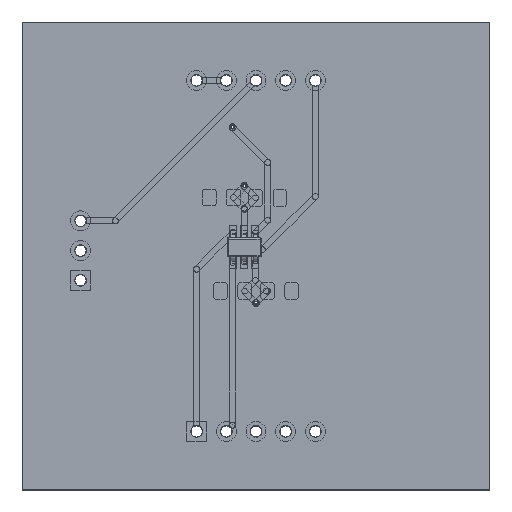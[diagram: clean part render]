
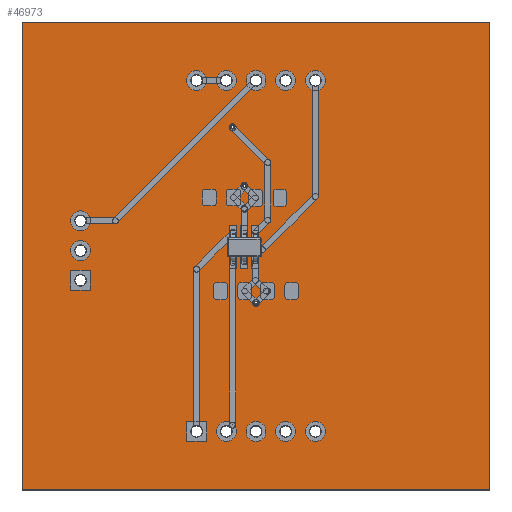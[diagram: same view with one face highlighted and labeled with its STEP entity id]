
A CAD part, top view. The second image highlights one B-rep face of the part: STEP entity #46973.
In plain terms, the highlighted planar face has unit normal (0, 0, 1).
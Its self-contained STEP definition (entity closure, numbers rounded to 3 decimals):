
#46674 = VERTEX_POINT('',#46675);
#46675 = CARTESIAN_POINT('',(186.,-147.,1.6));
#46681 = EDGE_CURVE('',#46674,#46682,#46684,.T.);
#46682 = VERTEX_POINT('',#46683);
#46683 = CARTESIAN_POINT('',(146.,-147.,1.6));
#46684 = LINE('',#46685,#46686);
#46685 = CARTESIAN_POINT('',(186.,-147.,1.6));
#46686 = VECTOR('',#46687,1.);
#46687 = DIRECTION('',(-1.,0.,0.));
#46714 = VERTEX_POINT('',#46715);
#46715 = CARTESIAN_POINT('',(186.,-107.,1.6));
#46721 = EDGE_CURVE('',#46714,#46674,#46722,.T.);
#46722 = LINE('',#46723,#46724);
#46723 = CARTESIAN_POINT('',(186.,-107.,1.6));
#46724 = VECTOR('',#46725,1.);
#46725 = DIRECTION('',(0.,-1.,0.));
#46743 = EDGE_CURVE('',#46682,#46744,#46746,.T.);
#46744 = VERTEX_POINT('',#46745);
#46745 = CARTESIAN_POINT('',(146.,-107.,1.6));
#46746 = LINE('',#46747,#46748);
#46747 = CARTESIAN_POINT('',(146.,-147.,1.6));
#46748 = VECTOR('',#46749,1.);
#46749 = DIRECTION('',(0.,1.,0.));
#46973 = ADVANCED_FACE('',(#46974,#46985,#46996,#47007,#47018,#47029,
    #47040,#47051,#47062,#47073,#47084,#47095,#47106,#47117,#47128,
    #47139,#47150,#47161),#47172,.T.);
#46974 = FACE_BOUND('',#46975,.T.);
#46975 = EDGE_LOOP('',(#46976,#46977,#46978,#46984));
#46976 = ORIENTED_EDGE('',*,*,#46681,.F.);
#46977 = ORIENTED_EDGE('',*,*,#46721,.F.);
#46978 = ORIENTED_EDGE('',*,*,#46979,.F.);
#46979 = EDGE_CURVE('',#46744,#46714,#46980,.T.);
#46980 = LINE('',#46981,#46982);
#46981 = CARTESIAN_POINT('',(146.,-107.,1.6));
#46982 = VECTOR('',#46983,1.);
#46983 = DIRECTION('',(1.,0.,0.));
#46984 = ORIENTED_EDGE('',*,*,#46743,.F.);
#46985 = FACE_BOUND('',#46986,.T.);
#46986 = EDGE_LOOP('',(#46987));
#46987 = ORIENTED_EDGE('',*,*,#46988,.T.);
#46988 = EDGE_CURVE('',#46989,#46989,#46991,.T.);
#46989 = VERTEX_POINT('',#46990);
#46990 = CARTESIAN_POINT('',(160.92,-142.5,1.6));
#46991 = CIRCLE('',#46992,0.5);
#46992 = AXIS2_PLACEMENT_3D('',#46993,#46994,#46995);
#46993 = CARTESIAN_POINT('',(160.92,-142.,1.6));
#46994 = DIRECTION('',(-0.,0.,-1.));
#46995 = DIRECTION('',(-0.,-1.,0.));
#46996 = FACE_BOUND('',#46997,.T.);
#46997 = EDGE_LOOP('',(#46998));
#46998 = ORIENTED_EDGE('',*,*,#46999,.T.);
#46999 = EDGE_CURVE('',#47000,#47000,#47002,.T.);
#47000 = VERTEX_POINT('',#47001);
#47001 = CARTESIAN_POINT('',(151.,-129.58,1.6));
#47002 = CIRCLE('',#47003,0.5);
#47003 = AXIS2_PLACEMENT_3D('',#47004,#47005,#47006);
#47004 = CARTESIAN_POINT('',(151.,-129.08,1.6));
#47005 = DIRECTION('',(-0.,0.,-1.));
#47006 = DIRECTION('',(-0.,-1.,0.));
#47007 = FACE_BOUND('',#47008,.T.);
#47008 = EDGE_LOOP('',(#47009));
#47009 = ORIENTED_EDGE('',*,*,#47010,.T.);
#47010 = EDGE_CURVE('',#47011,#47011,#47013,.T.);
#47011 = VERTEX_POINT('',#47012);
#47012 = CARTESIAN_POINT('',(163.46,-142.5,1.6));
#47013 = CIRCLE('',#47014,0.5);
#47014 = AXIS2_PLACEMENT_3D('',#47015,#47016,#47017);
#47015 = CARTESIAN_POINT('',(163.46,-142.,1.6));
#47016 = DIRECTION('',(-0.,0.,-1.));
#47017 = DIRECTION('',(-0.,-1.,0.));
#47018 = FACE_BOUND('',#47019,.T.);
#47019 = EDGE_LOOP('',(#47020));
#47020 = ORIENTED_EDGE('',*,*,#47021,.T.);
#47021 = EDGE_CURVE('',#47022,#47022,#47024,.T.);
#47022 = VERTEX_POINT('',#47023);
#47023 = CARTESIAN_POINT('',(166.,-142.5,1.6));
#47024 = CIRCLE('',#47025,0.5);
#47025 = AXIS2_PLACEMENT_3D('',#47026,#47027,#47028);
#47026 = CARTESIAN_POINT('',(166.,-142.,1.6));
#47027 = DIRECTION('',(-0.,0.,-1.));
#47028 = DIRECTION('',(-0.,-1.,0.));
#47029 = FACE_BOUND('',#47030,.T.);
#47030 = EDGE_LOOP('',(#47031));
#47031 = ORIENTED_EDGE('',*,*,#47032,.T.);
#47032 = EDGE_CURVE('',#47033,#47033,#47035,.T.);
#47033 = VERTEX_POINT('',#47034);
#47034 = CARTESIAN_POINT('',(168.54,-142.5,1.6));
#47035 = CIRCLE('',#47036,0.5);
#47036 = AXIS2_PLACEMENT_3D('',#47037,#47038,#47039);
#47037 = CARTESIAN_POINT('',(168.54,-142.,1.6));
#47038 = DIRECTION('',(-0.,0.,-1.));
#47039 = DIRECTION('',(-0.,-1.,0.));
#47040 = FACE_BOUND('',#47041,.T.);
#47041 = EDGE_LOOP('',(#47042));
#47042 = ORIENTED_EDGE('',*,*,#47043,.T.);
#47043 = EDGE_CURVE('',#47044,#47044,#47046,.T.);
#47044 = VERTEX_POINT('',#47045);
#47045 = CARTESIAN_POINT('',(171.08,-142.5,1.6));
#47046 = CIRCLE('',#47047,0.5);
#47047 = AXIS2_PLACEMENT_3D('',#47048,#47049,#47050);
#47048 = CARTESIAN_POINT('',(171.08,-142.,1.6));
#47049 = DIRECTION('',(-0.,0.,-1.));
#47050 = DIRECTION('',(-0.,-1.,0.));
#47051 = FACE_BOUND('',#47052,.T.);
#47052 = EDGE_LOOP('',(#47053));
#47053 = ORIENTED_EDGE('',*,*,#47054,.T.);
#47054 = EDGE_CURVE('',#47055,#47055,#47057,.T.);
#47055 = VERTEX_POINT('',#47056);
#47056 = CARTESIAN_POINT('',(166.,-131.15,1.6));
#47057 = CIRCLE('',#47058,0.15);
#47058 = AXIS2_PLACEMENT_3D('',#47059,#47060,#47061);
#47059 = CARTESIAN_POINT('',(166.,-131.,1.6));
#47060 = DIRECTION('',(-0.,0.,-1.));
#47061 = DIRECTION('',(-0.,-1.,0.));
#47062 = FACE_BOUND('',#47063,.T.);
#47063 = EDGE_LOOP('',(#47064));
#47064 = ORIENTED_EDGE('',*,*,#47065,.T.);
#47065 = EDGE_CURVE('',#47066,#47066,#47068,.T.);
#47066 = VERTEX_POINT('',#47067);
#47067 = CARTESIAN_POINT('',(151.,-127.04,1.6));
#47068 = CIRCLE('',#47069,0.5);
#47069 = AXIS2_PLACEMENT_3D('',#47070,#47071,#47072);
#47070 = CARTESIAN_POINT('',(151.,-126.54,1.6));
#47071 = DIRECTION('',(-0.,0.,-1.));
#47072 = DIRECTION('',(-0.,-1.,0.));
#47073 = FACE_BOUND('',#47074,.T.);
#47074 = EDGE_LOOP('',(#47075));
#47075 = ORIENTED_EDGE('',*,*,#47076,.T.);
#47076 = EDGE_CURVE('',#47077,#47077,#47079,.T.);
#47077 = VERTEX_POINT('',#47078);
#47078 = CARTESIAN_POINT('',(151.,-124.5,1.6));
#47079 = CIRCLE('',#47080,0.5);
#47080 = AXIS2_PLACEMENT_3D('',#47081,#47082,#47083);
#47081 = CARTESIAN_POINT('',(151.,-124.,1.6));
#47082 = DIRECTION('',(-0.,0.,-1.));
#47083 = DIRECTION('',(-0.,-1.,0.));
#47084 = FACE_BOUND('',#47085,.T.);
#47085 = EDGE_LOOP('',(#47086));
#47086 = ORIENTED_EDGE('',*,*,#47087,.T.);
#47087 = EDGE_CURVE('',#47088,#47088,#47090,.T.);
#47088 = VERTEX_POINT('',#47089);
#47089 = CARTESIAN_POINT('',(160.92,-112.5,1.6));
#47090 = CIRCLE('',#47091,0.5);
#47091 = AXIS2_PLACEMENT_3D('',#47092,#47093,#47094);
#47092 = CARTESIAN_POINT('',(160.92,-112.,1.6));
#47093 = DIRECTION('',(-0.,0.,-1.));
#47094 = DIRECTION('',(-0.,-1.,0.));
#47095 = FACE_BOUND('',#47096,.T.);
#47096 = EDGE_LOOP('',(#47097));
#47097 = ORIENTED_EDGE('',*,*,#47098,.T.);
#47098 = EDGE_CURVE('',#47099,#47099,#47101,.T.);
#47099 = VERTEX_POINT('',#47100);
#47100 = CARTESIAN_POINT('',(164.005,-126.255,1.6));
#47101 = CIRCLE('',#47102,0.15);
#47102 = AXIS2_PLACEMENT_3D('',#47103,#47104,#47105);
#47103 = CARTESIAN_POINT('',(164.005,-126.105,1.6));
#47104 = DIRECTION('',(-0.,0.,-1.));
#47105 = DIRECTION('',(0.,-1.,0.));
#47106 = FACE_BOUND('',#47107,.T.);
#47107 = EDGE_LOOP('',(#47108));
#47108 = ORIENTED_EDGE('',*,*,#47109,.T.);
#47109 = EDGE_CURVE('',#47110,#47110,#47112,.T.);
#47110 = VERTEX_POINT('',#47111);
#47111 = CARTESIAN_POINT('',(165.,-121.15,1.6));
#47112 = CIRCLE('',#47113,0.15);
#47113 = AXIS2_PLACEMENT_3D('',#47114,#47115,#47116);
#47114 = CARTESIAN_POINT('',(165.,-121.,1.6));
#47115 = DIRECTION('',(-0.,0.,-1.));
#47116 = DIRECTION('',(-0.,-1.,0.));
#47117 = FACE_BOUND('',#47118,.T.);
#47118 = EDGE_LOOP('',(#47119));
#47119 = ORIENTED_EDGE('',*,*,#47120,.T.);
#47120 = EDGE_CURVE('',#47121,#47121,#47123,.T.);
#47121 = VERTEX_POINT('',#47122);
#47122 = CARTESIAN_POINT('',(164.,-116.15,1.6));
#47123 = CIRCLE('',#47124,0.15);
#47124 = AXIS2_PLACEMENT_3D('',#47125,#47126,#47127);
#47125 = CARTESIAN_POINT('',(164.,-116.,1.6));
#47126 = DIRECTION('',(-0.,0.,-1.));
#47127 = DIRECTION('',(-0.,-1.,0.));
#47128 = FACE_BOUND('',#47129,.T.);
#47129 = EDGE_LOOP('',(#47130));
#47130 = ORIENTED_EDGE('',*,*,#47131,.T.);
#47131 = EDGE_CURVE('',#47132,#47132,#47134,.T.);
#47132 = VERTEX_POINT('',#47133);
#47133 = CARTESIAN_POINT('',(163.46,-112.5,1.6));
#47134 = CIRCLE('',#47135,0.5);
#47135 = AXIS2_PLACEMENT_3D('',#47136,#47137,#47138);
#47136 = CARTESIAN_POINT('',(163.46,-112.,1.6));
#47137 = DIRECTION('',(-0.,0.,-1.));
#47138 = DIRECTION('',(-0.,-1.,0.));
#47139 = FACE_BOUND('',#47140,.T.);
#47140 = EDGE_LOOP('',(#47141));
#47141 = ORIENTED_EDGE('',*,*,#47142,.T.);
#47142 = EDGE_CURVE('',#47143,#47143,#47145,.T.);
#47143 = VERTEX_POINT('',#47144);
#47144 = CARTESIAN_POINT('',(166.,-112.5,1.6));
#47145 = CIRCLE('',#47146,0.5);
#47146 = AXIS2_PLACEMENT_3D('',#47147,#47148,#47149);
#47147 = CARTESIAN_POINT('',(166.,-112.,1.6));
#47148 = DIRECTION('',(-0.,0.,-1.));
#47149 = DIRECTION('',(-0.,-1.,0.));
#47150 = FACE_BOUND('',#47151,.T.);
#47151 = EDGE_LOOP('',(#47152));
#47152 = ORIENTED_EDGE('',*,*,#47153,.T.);
#47153 = EDGE_CURVE('',#47154,#47154,#47156,.T.);
#47154 = VERTEX_POINT('',#47155);
#47155 = CARTESIAN_POINT('',(168.54,-112.5,1.6));
#47156 = CIRCLE('',#47157,0.5);
#47157 = AXIS2_PLACEMENT_3D('',#47158,#47159,#47160);
#47158 = CARTESIAN_POINT('',(168.54,-112.,1.6));
#47159 = DIRECTION('',(-0.,0.,-1.));
#47160 = DIRECTION('',(-0.,-1.,0.));
#47161 = FACE_BOUND('',#47162,.T.);
#47162 = EDGE_LOOP('',(#47163));
#47163 = ORIENTED_EDGE('',*,*,#47164,.T.);
#47164 = EDGE_CURVE('',#47165,#47165,#47167,.T.);
#47165 = VERTEX_POINT('',#47166);
#47166 = CARTESIAN_POINT('',(171.08,-112.5,1.6));
#47167 = CIRCLE('',#47168,0.5);
#47168 = AXIS2_PLACEMENT_3D('',#47169,#47170,#47171);
#47169 = CARTESIAN_POINT('',(171.08,-112.,1.6));
#47170 = DIRECTION('',(-0.,0.,-1.));
#47171 = DIRECTION('',(-0.,-1.,0.));
#47172 = PLANE('',#47173);
#47173 = AXIS2_PLACEMENT_3D('',#47174,#47175,#47176);
#47174 = CARTESIAN_POINT('',(0.,0.,1.6));
#47175 = DIRECTION('',(0.,0.,1.));
#47176 = DIRECTION('',(1.,0.,-0.));
